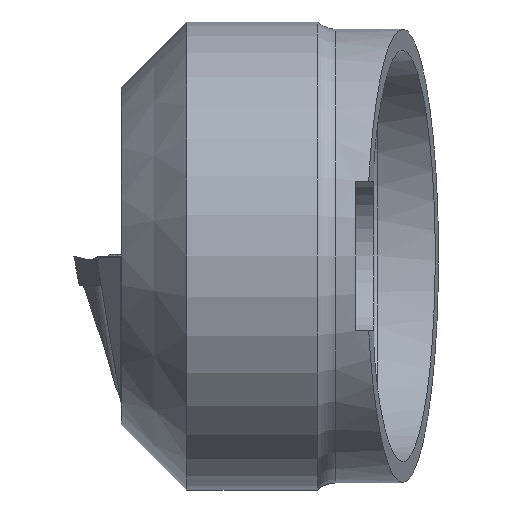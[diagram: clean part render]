
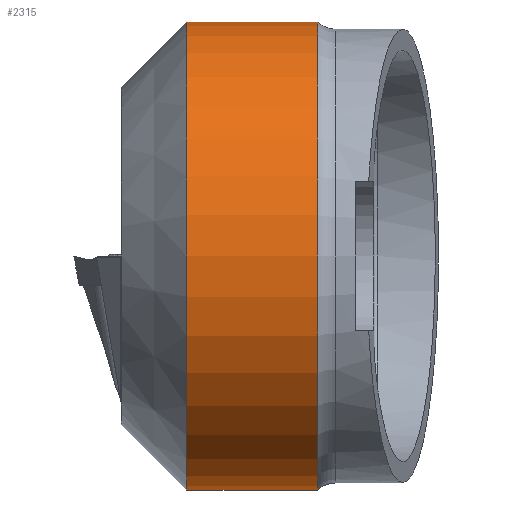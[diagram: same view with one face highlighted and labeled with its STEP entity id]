
A CAD part, front view. The second image highlights one B-rep face of the part: STEP entity #2315.
In plain terms, the highlighted cylindrical face has radius 12.5 mm (diameter 25 mm), a partial arc.
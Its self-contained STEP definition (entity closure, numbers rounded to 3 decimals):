
#2 = AXIS2_PLACEMENT_3D ( 'NONE', #2989, #2052, #144 ) ;
#144 = DIRECTION ( 'NONE',  ( 0., 0., 1. ) ) ;
#161 = CARTESIAN_POINT ( 'NONE',  ( 3.45, 0., -12.5 ) ) ;
#269 = ORIENTED_EDGE ( 'NONE', *, *, #3051, .F. ) ;
#386 = DIRECTION ( 'NONE',  ( -1., 0., 0. ) ) ;
#561 = ORIENTED_EDGE ( 'NONE', *, *, #3492, .T. ) ;
#894 = CARTESIAN_POINT ( 'NONE',  ( -10., 0., -12.5 ) ) ;
#1114 = EDGE_CURVE ( 'NONE', #2461, #3242, #2028, .T. ) ;
#1117 = FACE_OUTER_BOUND ( 'NONE', #2008, .T. ) ;
#1643 = CIRCLE ( 'NONE', #2194, 12.5 ) ;
#2008 = EDGE_LOOP ( 'NONE', ( #3236, #561, #3701, #269 ) ) ;
#2024 = CARTESIAN_POINT ( 'NONE',  ( -3.009, 0., -12.5 ) ) ;
#2028 = LINE ( 'NONE', #4055, #2186 ) ;
#2052 = DIRECTION ( 'NONE',  ( -1., 0., 0. ) ) ;
#2111 = CYLINDRICAL_SURFACE ( 'NONE', #2, 12.5 ) ;
#2129 = VECTOR ( 'NONE', #3154, 1000. ) ;
#2186 = VECTOR ( 'NONE', #3623, 1000. ) ;
#2194 = AXIS2_PLACEMENT_3D ( 'NONE', #3313, #2552, #2529 ) ;
#2315 = ADVANCED_FACE ( 'NONE', ( #1117 ), #2111, .T. ) ;
#2428 = LINE ( 'NONE', #161, #2129 ) ;
#2461 = VERTEX_POINT ( 'NONE', #3468 ) ;
#2471 = AXIS2_PLACEMENT_3D ( 'NONE', #3913, #386, #2665 ) ;
#2529 = DIRECTION ( 'NONE',  ( 0., 0.16, -0.987 ) ) ;
#2552 = DIRECTION ( 'NONE',  ( -1., 0., 0. ) ) ;
#2665 = DIRECTION ( 'NONE',  ( 0., 0., -1. ) ) ;
#2752 = CARTESIAN_POINT ( 'NONE',  ( -10., 0., 12.5 ) ) ;
#2778 = VERTEX_POINT ( 'NONE', #2024 ) ;
#2952 = EDGE_CURVE ( 'NONE', #2778, #3140, #2428, .T. ) ;
#2989 = CARTESIAN_POINT ( 'NONE',  ( 3.45, 0., 0. ) ) ;
#3051 = EDGE_CURVE ( 'NONE', #3140, #3242, #1643, .T. ) ;
#3140 = VERTEX_POINT ( 'NONE', #894 ) ;
#3154 = DIRECTION ( 'NONE',  ( -1., 0., 0. ) ) ;
#3236 = ORIENTED_EDGE ( 'NONE', *, *, #2952, .F. ) ;
#3242 = VERTEX_POINT ( 'NONE', #2752 ) ;
#3313 = CARTESIAN_POINT ( 'NONE',  ( -10., 0., 0. ) ) ;
#3468 = CARTESIAN_POINT ( 'NONE',  ( -3.009, 0., 12.5 ) ) ;
#3492 = EDGE_CURVE ( 'NONE', #2778, #2461, #4026, .T. ) ;
#3623 = DIRECTION ( 'NONE',  ( -1., 0., 0. ) ) ;
#3701 = ORIENTED_EDGE ( 'NONE', *, *, #1114, .T. ) ;
#3913 = CARTESIAN_POINT ( 'NONE',  ( -3.009, 0., 0. ) ) ;
#4026 = CIRCLE ( 'NONE', #2471, 12.5 ) ;
#4055 = CARTESIAN_POINT ( 'NONE',  ( 3.45, 0., 12.5 ) ) ;
